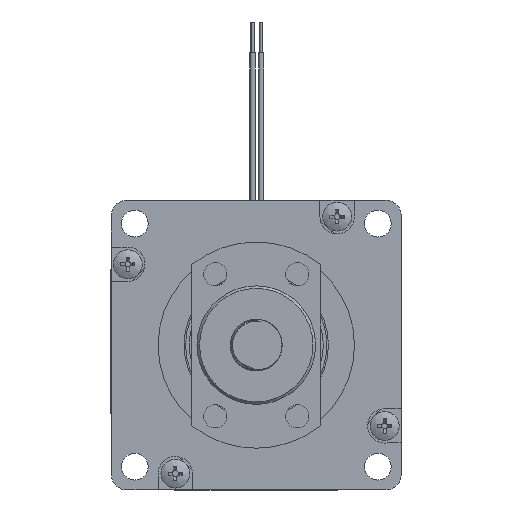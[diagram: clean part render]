
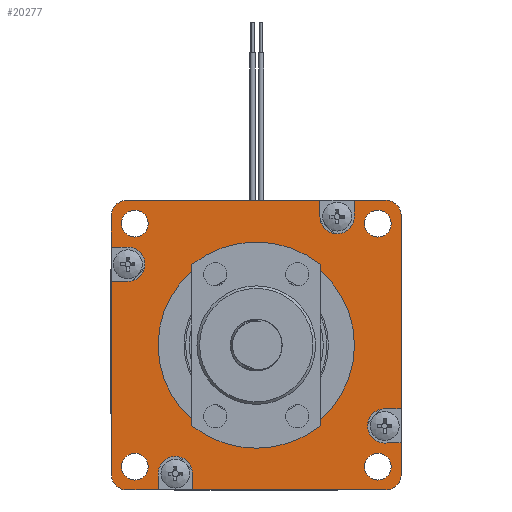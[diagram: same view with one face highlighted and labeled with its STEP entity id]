
A CAD part, left-side view. The second image highlights one B-rep face of the part: STEP entity #20277.
In plain terms, the highlighted face is planar.
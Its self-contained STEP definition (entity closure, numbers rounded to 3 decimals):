
#194=LINE('',#30920,#1861);
#195=LINE('',#30922,#1862);
#196=LINE('',#30926,#1863);
#197=LINE('',#30928,#1864);
#198=LINE('',#30932,#1865);
#199=LINE('',#30934,#1866);
#200=LINE('',#30938,#1867);
#201=LINE('',#30940,#1868);
#202=LINE('',#30944,#1869);
#203=LINE('',#30946,#1870);
#204=LINE('',#30950,#1871);
#205=LINE('',#30952,#1872);
#206=LINE('',#30956,#1873);
#207=LINE('',#30958,#1874);
#208=LINE('',#30962,#1875);
#209=LINE('',#30963,#1876);
#1861=VECTOR('',#24088,3.185);
#1862=VECTOR('',#24089,37.453);
#1863=VECTOR('',#24092,6.122);
#1864=VECTOR('',#24093,2.688);
#1865=VECTOR('',#24096,3.185);
#1866=VECTOR('',#24097,37.453);
#1867=VECTOR('',#24100,6.122);
#1868=VECTOR('',#24101,2.688);
#1869=VECTOR('',#24104,3.185);
#1870=VECTOR('',#24105,37.453);
#1871=VECTOR('',#24108,6.122);
#1872=VECTOR('',#24109,2.688);
#1873=VECTOR('',#24112,3.185);
#1874=VECTOR('',#24113,37.453);
#1875=VECTOR('',#24116,6.122);
#1876=VECTOR('',#24117,2.688);
#3702=PLANE('',#21454);
#4142=FACE_BOUND('',#5513,.T.);
#4143=FACE_BOUND('',#5514,.T.);
#4144=FACE_BOUND('',#5515,.T.);
#4145=FACE_BOUND('',#5516,.T.);
#4146=FACE_BOUND('',#5517,.T.);
#4373=FACE_OUTER_BOUND('',#5512,.T.);
#5512=EDGE_LOOP('',(#13472,#13473,#13474,#13475,#13476,#13477,#13478,#13479,
#13480,#13481,#13482,#13483,#13484,#13485,#13486,#13487,#13488,#13489,#13490,
#13491,#13492,#13493,#13494,#13495));
#5513=EDGE_LOOP('',(#13496));
#5514=EDGE_LOOP('',(#13497));
#5515=EDGE_LOOP('',(#13498));
#5516=EDGE_LOOP('',(#13499));
#5517=EDGE_LOOP('',(#13500));
#6876=CIRCLE('',#21455,3.331);
#6877=CIRCLE('',#21456,3.);
#6878=CIRCLE('',#21457,3.331);
#6879=CIRCLE('',#21458,3.);
#6880=CIRCLE('',#21459,3.331);
#6881=CIRCLE('',#21460,3.);
#6882=CIRCLE('',#21461,3.331);
#6883=CIRCLE('',#21462,3.);
#6884=CIRCLE('',#21463,2.6);
#6885=CIRCLE('',#21464,2.6);
#6886=CIRCLE('',#21465,2.6);
#6887=CIRCLE('',#21466,2.6);
#6888=CIRCLE('',#21467,19.05);
#8279=VERTEX_POINT('',#30916);
#8280=VERTEX_POINT('',#30917);
#8281=VERTEX_POINT('',#30919);
#8282=VERTEX_POINT('',#30921);
#8283=VERTEX_POINT('',#30923);
#8284=VERTEX_POINT('',#30925);
#8285=VERTEX_POINT('',#30927);
#8286=VERTEX_POINT('',#30929);
#8287=VERTEX_POINT('',#30931);
#8288=VERTEX_POINT('',#30933);
#8289=VERTEX_POINT('',#30935);
#8290=VERTEX_POINT('',#30937);
#8291=VERTEX_POINT('',#30939);
#8292=VERTEX_POINT('',#30941);
#8293=VERTEX_POINT('',#30943);
#8294=VERTEX_POINT('',#30945);
#8295=VERTEX_POINT('',#30947);
#8296=VERTEX_POINT('',#30949);
#8297=VERTEX_POINT('',#30951);
#8298=VERTEX_POINT('',#30953);
#8299=VERTEX_POINT('',#30955);
#8300=VERTEX_POINT('',#30957);
#8301=VERTEX_POINT('',#30959);
#8302=VERTEX_POINT('',#30961);
#8303=VERTEX_POINT('',#30964);
#8304=VERTEX_POINT('',#30966);
#8305=VERTEX_POINT('',#30968);
#8306=VERTEX_POINT('',#30970);
#8307=VERTEX_POINT('',#30972);
#10391=EDGE_CURVE('',#8279,#8280,#6876,.T.);
#10392=EDGE_CURVE('',#8281,#8279,#194,.T.);
#10393=EDGE_CURVE('',#8281,#8282,#195,.T.);
#10394=EDGE_CURVE('',#8282,#8283,#6877,.T.);
#10395=EDGE_CURVE('',#8283,#8284,#196,.T.);
#10396=EDGE_CURVE('',#8285,#8284,#197,.T.);
#10397=EDGE_CURVE('',#8286,#8285,#6878,.T.);
#10398=EDGE_CURVE('',#8287,#8286,#198,.T.);
#10399=EDGE_CURVE('',#8287,#8288,#199,.T.);
#10400=EDGE_CURVE('',#8288,#8289,#6879,.T.);
#10401=EDGE_CURVE('',#8289,#8290,#200,.T.);
#10402=EDGE_CURVE('',#8291,#8290,#201,.T.);
#10403=EDGE_CURVE('',#8292,#8291,#6880,.T.);
#10404=EDGE_CURVE('',#8293,#8292,#202,.T.);
#10405=EDGE_CURVE('',#8293,#8294,#203,.T.);
#10406=EDGE_CURVE('',#8294,#8295,#6881,.T.);
#10407=EDGE_CURVE('',#8295,#8296,#204,.T.);
#10408=EDGE_CURVE('',#8297,#8296,#205,.T.);
#10409=EDGE_CURVE('',#8298,#8297,#6882,.T.);
#10410=EDGE_CURVE('',#8299,#8298,#206,.T.);
#10411=EDGE_CURVE('',#8299,#8300,#207,.T.);
#10412=EDGE_CURVE('',#8300,#8301,#6883,.T.);
#10413=EDGE_CURVE('',#8301,#8302,#208,.T.);
#10414=EDGE_CURVE('',#8280,#8302,#209,.T.);
#10415=EDGE_CURVE('',#8303,#8303,#6884,.T.);
#10416=EDGE_CURVE('',#8304,#8304,#6885,.T.);
#10417=EDGE_CURVE('',#8305,#8305,#6886,.T.);
#10418=EDGE_CURVE('',#8306,#8306,#6887,.T.);
#10419=EDGE_CURVE('',#8307,#8307,#6888,.F.);
#13472=ORIENTED_EDGE('',*,*,#10391,.F.);
#13473=ORIENTED_EDGE('',*,*,#10392,.F.);
#13474=ORIENTED_EDGE('',*,*,#10393,.T.);
#13475=ORIENTED_EDGE('',*,*,#10394,.T.);
#13476=ORIENTED_EDGE('',*,*,#10395,.T.);
#13477=ORIENTED_EDGE('',*,*,#10396,.F.);
#13478=ORIENTED_EDGE('',*,*,#10397,.F.);
#13479=ORIENTED_EDGE('',*,*,#10398,.F.);
#13480=ORIENTED_EDGE('',*,*,#10399,.T.);
#13481=ORIENTED_EDGE('',*,*,#10400,.T.);
#13482=ORIENTED_EDGE('',*,*,#10401,.T.);
#13483=ORIENTED_EDGE('',*,*,#10402,.F.);
#13484=ORIENTED_EDGE('',*,*,#10403,.F.);
#13485=ORIENTED_EDGE('',*,*,#10404,.F.);
#13486=ORIENTED_EDGE('',*,*,#10405,.T.);
#13487=ORIENTED_EDGE('',*,*,#10406,.T.);
#13488=ORIENTED_EDGE('',*,*,#10407,.T.);
#13489=ORIENTED_EDGE('',*,*,#10408,.F.);
#13490=ORIENTED_EDGE('',*,*,#10409,.F.);
#13491=ORIENTED_EDGE('',*,*,#10410,.F.);
#13492=ORIENTED_EDGE('',*,*,#10411,.T.);
#13493=ORIENTED_EDGE('',*,*,#10412,.T.);
#13494=ORIENTED_EDGE('',*,*,#10413,.T.);
#13495=ORIENTED_EDGE('',*,*,#10414,.F.);
#13496=ORIENTED_EDGE('',*,*,#10415,.F.);
#13497=ORIENTED_EDGE('',*,*,#10416,.F.);
#13498=ORIENTED_EDGE('',*,*,#10417,.F.);
#13499=ORIENTED_EDGE('',*,*,#10418,.F.);
#13500=ORIENTED_EDGE('',*,*,#10419,.F.);
#20277=ADVANCED_FACE('',(#4373,#4142,#4143,#4144,#4145,#4146),#3702,.F.);
#21454=AXIS2_PLACEMENT_3D('',#30915,#24084,#24085);
#21455=AXIS2_PLACEMENT_3D('',#30918,#24086,#24087);
#21456=AXIS2_PLACEMENT_3D('',#30924,#24090,#24091);
#21457=AXIS2_PLACEMENT_3D('',#30930,#24094,#24095);
#21458=AXIS2_PLACEMENT_3D('',#30936,#24098,#24099);
#21459=AXIS2_PLACEMENT_3D('',#30942,#24102,#24103);
#21460=AXIS2_PLACEMENT_3D('',#30948,#24106,#24107);
#21461=AXIS2_PLACEMENT_3D('',#30954,#24110,#24111);
#21462=AXIS2_PLACEMENT_3D('',#30960,#24114,#24115);
#21463=AXIS2_PLACEMENT_3D('',#30965,#24118,#24119);
#21464=AXIS2_PLACEMENT_3D('',#30967,#24120,#24121);
#21465=AXIS2_PLACEMENT_3D('',#30969,#24122,#24123);
#21466=AXIS2_PLACEMENT_3D('',#30971,#24124,#24125);
#21467=AXIS2_PLACEMENT_3D('',#30973,#24126,#24127);
#24084=DIRECTION('center_axis',(0.,-1.,0.));
#24085=DIRECTION('ref_axis',(0.,0.,-1.));
#24086=DIRECTION('center_axis',(0.,1.,0.));
#24087=DIRECTION('ref_axis',(-1.,0.,0.));
#24088=DIRECTION('',(-1.,0.,0.));
#24089=DIRECTION('',(0.,0.,-1.));
#24090=DIRECTION('center_axis',(0.,1.,0.));
#24091=DIRECTION('ref_axis',(0.,0.,1.));
#24092=DIRECTION('',(-1.,0.,0.));
#24093=DIRECTION('',(0.,0.,-1.));
#24094=DIRECTION('center_axis',(0.,1.,0.));
#24095=DIRECTION('ref_axis',(0.,0.,1.));
#24096=DIRECTION('',(0.,0.,1.));
#24097=DIRECTION('',(-1.,0.,0.));
#24098=DIRECTION('center_axis',(0.,1.,0.));
#24099=DIRECTION('ref_axis',(0.,0.,-1.));
#24100=DIRECTION('',(0.,0.,1.));
#24101=DIRECTION('',(-1.,0.,0.));
#24102=DIRECTION('center_axis',(0.,1.,0.));
#24103=DIRECTION('ref_axis',(1.,0.,0.));
#24104=DIRECTION('',(1.,0.,0.));
#24105=DIRECTION('',(0.,0.,1.));
#24106=DIRECTION('center_axis',(0.,1.,0.));
#24107=DIRECTION('ref_axis',(0.,0.,1.));
#24108=DIRECTION('',(1.,0.,0.));
#24109=DIRECTION('',(0.,0.,1.));
#24110=DIRECTION('center_axis',(0.,1.,0.));
#24111=DIRECTION('ref_axis',(0.,0.,-1.));
#24112=DIRECTION('',(0.,0.,-1.));
#24113=DIRECTION('',(1.,0.,0.));
#24114=DIRECTION('center_axis',(0.,1.,0.));
#24115=DIRECTION('ref_axis',(0.,0.,1.));
#24116=DIRECTION('',(0.,0.,-1.));
#24117=DIRECTION('',(1.,0.,0.));
#24118=DIRECTION('center_axis',(0.,1.,0.));
#24119=DIRECTION('ref_axis',(0.,0.,1.));
#24120=DIRECTION('center_axis',(0.,1.,0.));
#24121=DIRECTION('ref_axis',(0.,0.,-1.));
#24122=DIRECTION('center_axis',(0.,1.,0.));
#24123=DIRECTION('ref_axis',(0.,0.,1.));
#24124=DIRECTION('center_axis',(0.,1.,0.));
#24125=DIRECTION('ref_axis',(0.,0.,-1.));
#24126=DIRECTION('center_axis',(0.,-1.,0.));
#24127=DIRECTION('ref_axis',(0.,0.,-1.));
#30915=CARTESIAN_POINT('Origin',(-25.1,5.1,-25.1));
#30916=CARTESIAN_POINT('',(24.915,5.1,12.353));
#30917=CARTESIAN_POINT('',(25.412,5.1,18.978));
#30918=CARTESIAN_POINT('Origin',(24.915,5.1,15.684));
#30919=CARTESIAN_POINT('',(28.1,5.1,12.353));
#30920=CARTESIAN_POINT('',(28.1,5.1,12.353));
#30921=CARTESIAN_POINT('',(28.1,5.1,-25.1));
#30922=CARTESIAN_POINT('',(28.1,5.1,12.353));
#30923=CARTESIAN_POINT('',(25.1,5.1,-28.1));
#30924=CARTESIAN_POINT('Origin',(25.1,5.1,-25.1));
#30925=CARTESIAN_POINT('',(18.978,5.1,-28.1));
#30926=CARTESIAN_POINT('',(25.1,5.1,-28.1));
#30927=CARTESIAN_POINT('',(18.978,5.1,-25.412));
#30928=CARTESIAN_POINT('',(18.978,5.1,-25.412));
#30929=CARTESIAN_POINT('',(12.353,5.1,-24.915));
#30930=CARTESIAN_POINT('Origin',(15.684,5.1,-24.915));
#30931=CARTESIAN_POINT('',(12.353,5.1,-28.1));
#30932=CARTESIAN_POINT('',(12.353,5.1,-28.1));
#30933=CARTESIAN_POINT('',(-25.1,5.1,-28.1));
#30934=CARTESIAN_POINT('',(12.353,5.1,-28.1));
#30935=CARTESIAN_POINT('',(-28.1,5.1,-25.1));
#30936=CARTESIAN_POINT('Origin',(-25.1,5.1,-25.1));
#30937=CARTESIAN_POINT('',(-28.1,5.1,-18.978));
#30938=CARTESIAN_POINT('',(-28.1,5.1,-25.1));
#30939=CARTESIAN_POINT('',(-25.412,5.1,-18.978));
#30940=CARTESIAN_POINT('',(-25.412,5.1,-18.978));
#30941=CARTESIAN_POINT('',(-24.915,5.1,-12.353));
#30942=CARTESIAN_POINT('Origin',(-24.915,5.1,-15.684));
#30943=CARTESIAN_POINT('',(-28.1,5.1,-12.353));
#30944=CARTESIAN_POINT('',(-28.1,5.1,-12.353));
#30945=CARTESIAN_POINT('',(-28.1,5.1,25.1));
#30946=CARTESIAN_POINT('',(-28.1,5.1,-12.353));
#30947=CARTESIAN_POINT('',(-25.1,5.1,28.1));
#30948=CARTESIAN_POINT('Origin',(-25.1,5.1,25.1));
#30949=CARTESIAN_POINT('',(-18.978,5.1,28.1));
#30950=CARTESIAN_POINT('',(-25.1,5.1,28.1));
#30951=CARTESIAN_POINT('',(-18.978,5.1,25.412));
#30952=CARTESIAN_POINT('',(-18.978,5.1,25.412));
#30953=CARTESIAN_POINT('',(-12.353,5.1,24.915));
#30954=CARTESIAN_POINT('Origin',(-15.684,5.1,24.915));
#30955=CARTESIAN_POINT('',(-12.353,5.1,28.1));
#30956=CARTESIAN_POINT('',(-12.353,5.1,28.1));
#30957=CARTESIAN_POINT('',(25.1,5.1,28.1));
#30958=CARTESIAN_POINT('',(-12.353,5.1,28.1));
#30959=CARTESIAN_POINT('',(28.1,5.1,25.1));
#30960=CARTESIAN_POINT('Origin',(25.1,5.1,25.1));
#30961=CARTESIAN_POINT('',(28.1,5.1,18.978));
#30962=CARTESIAN_POINT('',(28.1,5.1,25.1));
#30963=CARTESIAN_POINT('',(25.412,5.1,18.978));
#30964=CARTESIAN_POINT('',(-23.57,5.1,-20.97));
#30965=CARTESIAN_POINT('Origin',(-23.57,5.1,-23.57));
#30966=CARTESIAN_POINT('',(23.57,5.1,-26.17));
#30967=CARTESIAN_POINT('Origin',(23.57,5.1,-23.57));
#30968=CARTESIAN_POINT('',(23.57,5.1,26.17));
#30969=CARTESIAN_POINT('Origin',(23.57,5.1,23.57));
#30970=CARTESIAN_POINT('',(-23.57,5.1,20.97));
#30971=CARTESIAN_POINT('Origin',(-23.57,5.1,23.57));
#30972=CARTESIAN_POINT('',(0.,5.1,-19.05));
#30973=CARTESIAN_POINT('Origin',(0.,5.1,0.));
